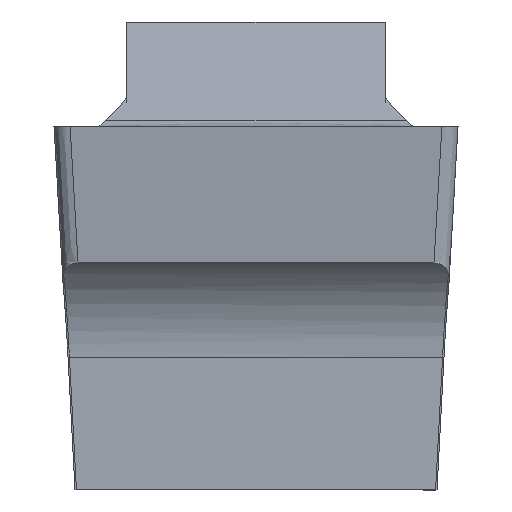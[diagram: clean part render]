
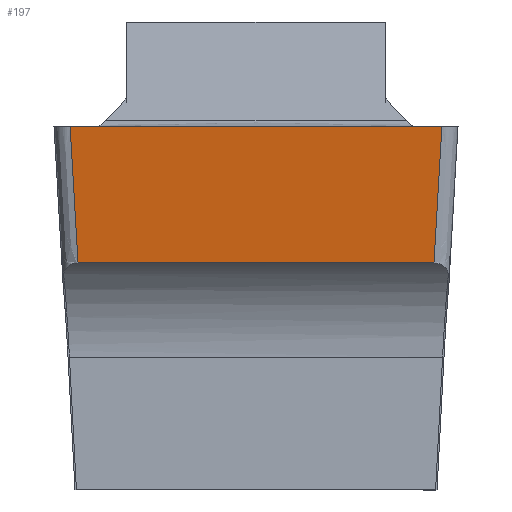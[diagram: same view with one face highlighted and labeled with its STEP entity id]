
A CAD part, front view. The second image highlights one B-rep face of the part: STEP entity #197.
In plain terms, the highlighted planar face has unit normal (0, -0.993, -0.122).
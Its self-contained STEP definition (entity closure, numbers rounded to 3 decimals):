
#51=PLANE('',#740);
#61=LINE('',#1295,#115);
#106=LINE('',#1546,#161);
#115=VECTOR('',#756,1.);
#161=VECTOR('',#826,1.);
#197=ADVANCED_FACE('SIDE_FP_AN_SU1',(#245),#51,.F.);
#245=FACE_OUTER_BOUND('',#281,.T.);
#281=EDGE_LOOP('',(#473,#474,#475,#476));
#312=B_SPLINE_CURVE_WITH_KNOTS('',3,(#1592,#1593,#1594,#1595),
 .UNSPECIFIED.,.F.,.F.,(4,4),(0.,1.),.UNSPECIFIED.);
#313=B_SPLINE_CURVE_WITH_KNOTS('',3,(#1608,#1609,#1610,#1611),
 .UNSPECIFIED.,.F.,.F.,(4,4),(0.,1.),.UNSPECIFIED.);
#473=ORIENTED_EDGE('',*,*,#670,.T.);
#474=ORIENTED_EDGE('',*,*,#659,.F.);
#475=ORIENTED_EDGE('',*,*,#671,.T.);
#476=ORIENTED_EDGE('',*,*,#600,.F.);
#533=VERTEX_POINT('',#1294);
#534=VERTEX_POINT('',#1296);
#572=VERTEX_POINT('',#1545);
#573=VERTEX_POINT('',#1547);
#600=EDGE_CURVE('',#533,#534,#61,.T.);
#659=EDGE_CURVE('',#572,#573,#106,.T.);
#670=EDGE_CURVE('',#533,#573,#312,.T.);
#671=EDGE_CURVE('',#572,#534,#313,.T.);
#740=AXIS2_PLACEMENT_3D('',#1628,#840,#841);
#756=DIRECTION('',(-1.,0.,0.));
#826=DIRECTION('',(1.,0.,0.));
#840=DIRECTION('',(0.,0.993,0.122));
#841=DIRECTION('',(1.,0.,0.));
#1294=CARTESIAN_POINT('',(2.202,-12.847,-1.686));
#1295=CARTESIAN_POINT('',(5.,-12.847,-1.686));
#1296=CARTESIAN_POINT('',(-2.202,-12.847,-1.686));
#1545=CARTESIAN_POINT('',(-2.3,-13.054,0.));
#1546=CARTESIAN_POINT('',(-17.3,-13.054,0.));
#1547=CARTESIAN_POINT('',(2.3,-13.054,0.));
#1592=CARTESIAN_POINT('',(2.202,-12.847,-1.686));
#1593=CARTESIAN_POINT('',(2.235,-12.916,-1.124));
#1594=CARTESIAN_POINT('',(2.267,-12.985,-0.562));
#1595=CARTESIAN_POINT('',(2.3,-13.054,0.));
#1608=CARTESIAN_POINT('',(-2.3,-13.054,0.));
#1609=CARTESIAN_POINT('',(-2.267,-12.985,-0.562));
#1610=CARTESIAN_POINT('',(-2.235,-12.916,-1.124));
#1611=CARTESIAN_POINT('',(-2.202,-12.847,-1.686));
#1628=CARTESIAN_POINT('',(0.,-13.054,0.));
